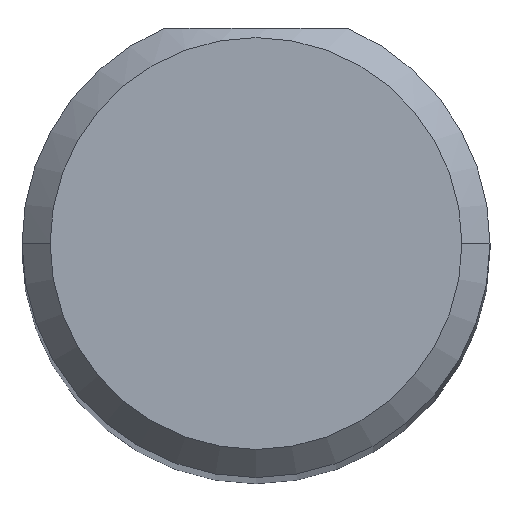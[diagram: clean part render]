
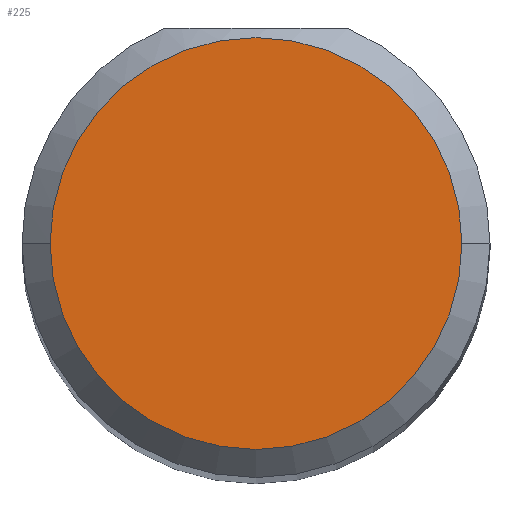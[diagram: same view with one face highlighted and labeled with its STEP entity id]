
A CAD part, top view. The second image highlights one B-rep face of the part: STEP entity #225.
In plain terms, the highlighted planar face has unit normal (0, 0, 1).
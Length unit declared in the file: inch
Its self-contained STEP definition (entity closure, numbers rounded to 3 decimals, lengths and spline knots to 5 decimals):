
#48 = CARTESIAN_POINT ( 'NONE',  ( 0.61, 0., 2.5 ) ) ;
#53 = DIRECTION ( 'NONE',  ( -1., 0., 0. ) ) ;
#59 = VERTEX_POINT ( 'NONE', #48 ) ;
#156 = AXIS2_PLACEMENT_3D ( 'NONE', #346, #213, #394 ) ;
#182 = DIRECTION ( 'NONE',  ( -1., 0., 0. ) ) ;
#203 = ORIENTED_EDGE ( 'NONE', *, *, #479, .F. ) ;
#204 = CARTESIAN_POINT ( 'NONE',  ( 0.5, 0., 2.5 ) ) ;
#213 = DIRECTION ( 'NONE',  ( 0., 0., -1. ) ) ;
#225 = ADVANCED_FACE ( 'NONE', ( #233 ), #327, .T. ) ;
#233 = FACE_OUTER_BOUND ( 'NONE', #287, .T. ) ;
#249 = VERTEX_POINT ( 'NONE', #461 ) ;
#273 = AXIS2_PLACEMENT_3D ( 'NONE', #441, #276, #182 ) ;
#276 = DIRECTION ( 'NONE',  ( 0., 0., -1. ) ) ;
#287 = EDGE_LOOP ( 'NONE', ( #395, #203 ) ) ;
#327 = PLANE ( 'NONE',  #546 ) ;
#346 = CARTESIAN_POINT ( 'NONE',  ( 0.5, 0., 2.5 ) ) ;
#384 = EDGE_CURVE ( 'NONE', #59, #249, #404, .T. ) ;
#394 = DIRECTION ( 'NONE',  ( -1., 0., 0. ) ) ;
#395 = ORIENTED_EDGE ( 'NONE', *, *, #384, .F. ) ;
#404 = CIRCLE ( 'NONE', #156, 0.11 ) ;
#441 = CARTESIAN_POINT ( 'NONE',  ( 0.5, 0., 2.5 ) ) ;
#461 = CARTESIAN_POINT ( 'NONE',  ( 0.39, 0., 2.5 ) ) ;
#479 = EDGE_CURVE ( 'NONE', #249, #59, #520, .T. ) ;
#500 = DIRECTION ( 'NONE',  ( 0., 0., 1. ) ) ;
#520 = CIRCLE ( 'NONE', #273, 0.11 ) ;
#546 = AXIS2_PLACEMENT_3D ( 'NONE', #204, #500, #53 ) ;
